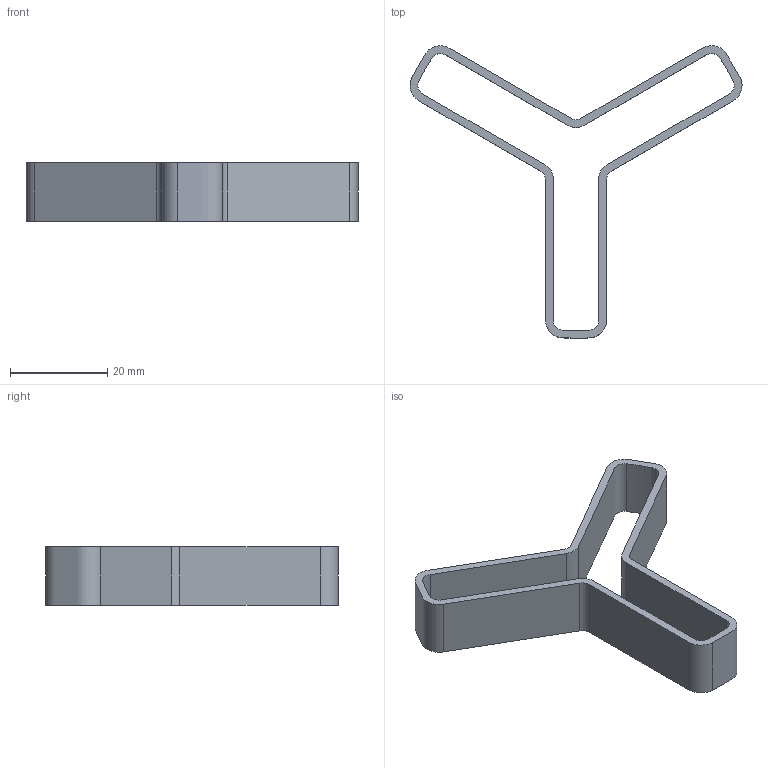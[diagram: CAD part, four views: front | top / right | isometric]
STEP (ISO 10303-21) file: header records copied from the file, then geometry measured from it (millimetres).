
FILE_DESCRIPTION(/* description */ (''),/* implementation_level */ '2;1');
FILE_NAME(/* name */ 'Slime Mold Y maze',/* time_stamp */ '2026-03-05T16:19:29-05:00',/* author */ (''),/* organization */ (''),/* preprocessor_version */ 'ST-DEVELOPER v19.2',/* originating_system */ 'Rhino 8.28',/* authorisation */ '');
FILE_SCHEMA (('AP242_MANAGED_MODEL_BASED_3D_ENGINEERING_MIM_LF { 1 0 10303 442 3 1 4 }'));
Length unit declared in the file: millimetre
Products named in the file (1): Document
Bounding box: 68.21 x 60.1 x 12 mm (x, y, z)
Volume: 4317.8 mm3; surface area: 6109.4 mm2
Topology: 1 solids, 1 shells, 33 faces, 93 edges, 62 vertices
Faces by surface type: plane 14, cylinder 12, bspline 7
Entity records: 1166 total; most frequent: CARTESIAN_POINT 428, ORIENTED_EDGE 186, DIRECTION 94, EDGE_CURVE 93, VERTEX_POINT 62, AXIS2_PLACEMENT_3D 60, EDGE_LOOP 35, ADVANCED_FACE 33
